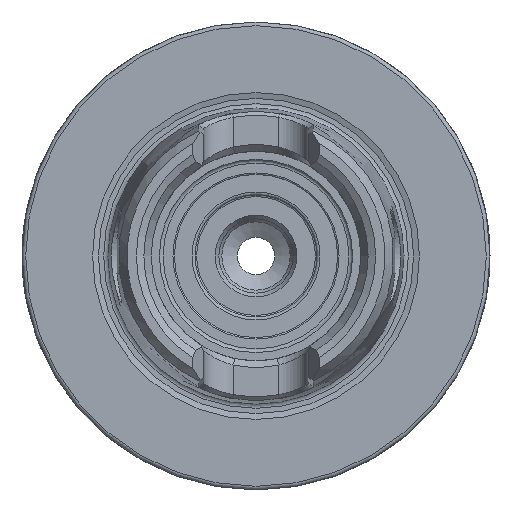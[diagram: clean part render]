
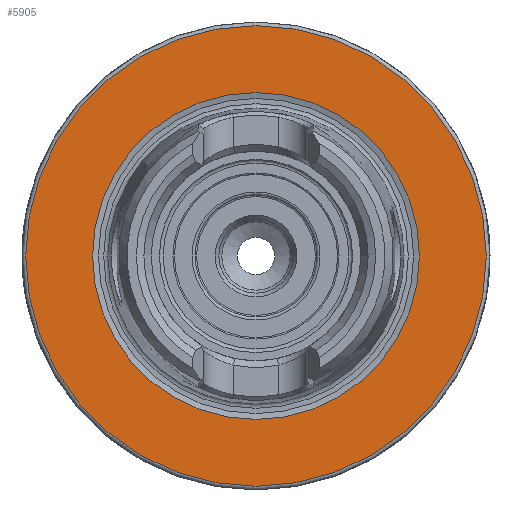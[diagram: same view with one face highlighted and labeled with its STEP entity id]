
A CAD part, left-side view. The second image highlights one B-rep face of the part: STEP entity #5905.
In plain terms, the highlighted planar face has unit normal (-1, 0, 0).
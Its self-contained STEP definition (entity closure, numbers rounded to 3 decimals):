
#5871=CARTESIAN_POINT('',(0.0,22.,0.0));
#5872=VERTEX_POINT('',#5871);
#5873=CARTESIAN_POINT('',(0.0,0.,0.0));
#5874=DIRECTION('',(1.0,0.0,0.0));
#5875=DIRECTION('',(0.0,1.0,0.0));
#5876=AXIS2_PLACEMENT_3D('',#5873,#5874,#5875);
#5877=CIRCLE('',#5876,22.);
#5878=EDGE_CURVE('',#5872,#5872,#5877,.T.);
#5886=CARTESIAN_POINT('',(0.0,26.5,0.0));
#5887=DIRECTION('',(-1.0,0.0,0.0));
#5888=DIRECTION('',(0.0,0.0,1.0));
#5889=AXIS2_PLACEMENT_3D('',#5886,#5887,#5888);
#5890=PLANE('',#5889);
#5891=CARTESIAN_POINT('',(0.0,31.,0.0));
#5892=VERTEX_POINT('',#5891);
#5893=CARTESIAN_POINT('',(0.0,0.,0.0));
#5894=DIRECTION('',(1.0,0.0,0.0));
#5895=DIRECTION('',(0.0,1.0,0.0));
#5896=AXIS2_PLACEMENT_3D('',#5893,#5894,#5895);
#5897=CIRCLE('',#5896,31.);
#5898=EDGE_CURVE('',#5892,#5892,#5897,.T.);
#5899=ORIENTED_EDGE('',*,*,#5898,.F.);
#5900=EDGE_LOOP('',(#5899));
#5901=FACE_OUTER_BOUND('',#5900,.T.);
#5902=ORIENTED_EDGE('',*,*,#5878,.T.);
#5903=EDGE_LOOP('',(#5902));
#5904=FACE_BOUND('',#5903,.T.);
#5905=ADVANCED_FACE('',(#5901,#5904),#5890,.T.);
